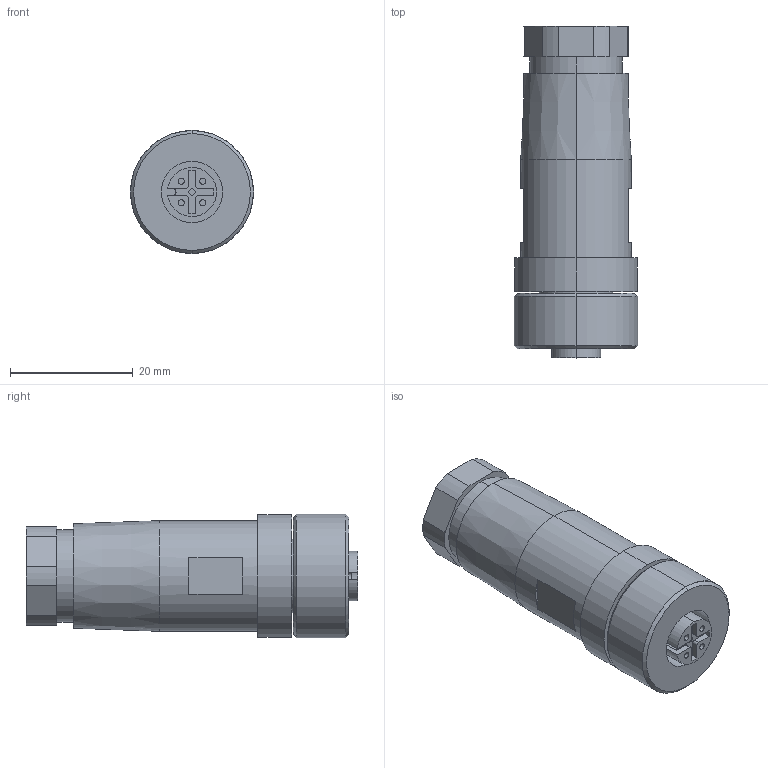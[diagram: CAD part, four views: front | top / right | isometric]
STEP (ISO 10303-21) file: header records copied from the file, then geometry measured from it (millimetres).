
FILE_DESCRIPTION (( 'STEP AP214' ), '1' );
FILE_NAME ('220-CON-M12X4-AIR.STEP', '2016-01-18T08:57:05', ( 'allectra' ), ( 'Microsoft' ), 'SwSTEP 2.0', 'SolidWorks 2014', '' );
FILE_SCHEMA (( 'AUTOMOTIVE_DESIGN' ));
Length unit declared in the file: millimetre
Products named in the file (2): 220-CON-M12X4-AIR
Bounding box: 20.05 x 54 x 20.05 mm (x, y, z)
Volume: 8587.3 mm3; surface area: 6346.9 mm2
Topology: 1 solids, 1 shells, 91 faces, 209 edges, 138 vertices
Faces by surface type: cylinder 44, plane 39, cone 8
Entity records: 3665 total; most frequent: DIRECTION 499, CARTESIAN_POINT 440, ORIENTED_EDGE 418, EDGE_CURVE 209, AXIS2_PLACEMENT_3D 197, VERTEX_POINT 138, EDGE_LOOP 109, LINE 105
